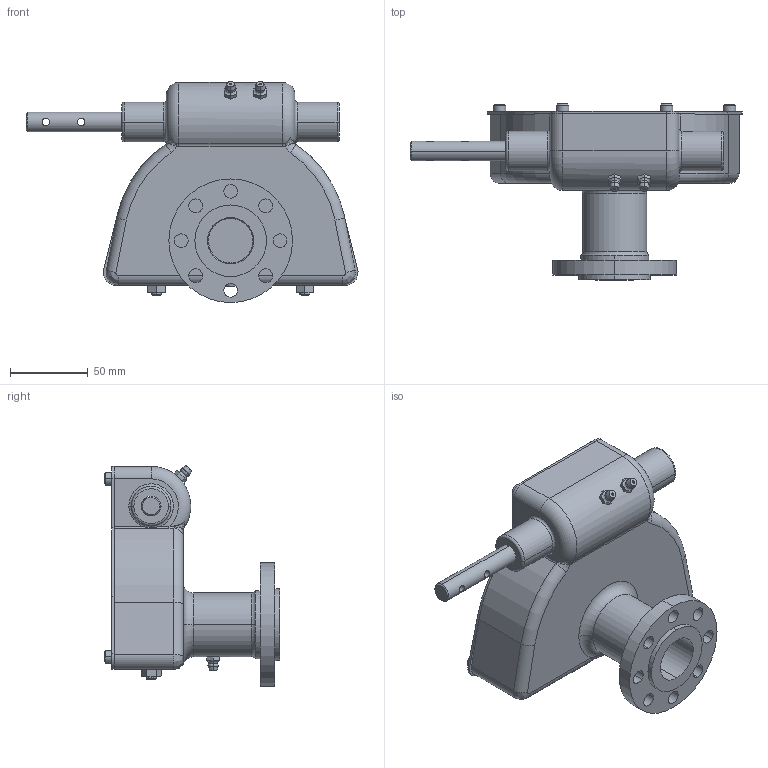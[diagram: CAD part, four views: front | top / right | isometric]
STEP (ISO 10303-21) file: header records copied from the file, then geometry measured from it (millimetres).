
FILE_DESCRIPTION((''),'2;1');
FILE_NAME('D20401_SW0001','2012-10-02T',('jhabe'),(''),'PRO/ENGINEER BY PARAMETRIC TECHNOLOGY CORPORATION, 2011310','PRO/ENGINEER BY PARAMETRIC TECHNOLOGY CORPORATION, 2011310','');
FILE_SCHEMA(('CONFIG_CONTROL_DESIGN'));
Length unit declared in the file: inch
Products named in the file (1): D20401_SW0001
Bounding box: 213.11 x 112.78 x 141.98 mm (x, y, z)
Surface area: 142637.9 mm2 (no closed solid volume)
Topology: 0 solids, 17 shells, 417 faces, 1118 edges, 730 vertices
Faces by surface type: plane 155, cylinder 139, cone 56, torus 34, bspline 25, sphere 8
Entity records: 15203 total; most frequent: CARTESIAN_POINT 4913, DIRECTION 2140, ORIENTED_EDGE 2048, EDGE_CURVE 1118, AXIS2_PLACEMENT_3D 839, VERTEX_POINT 730, EDGE_LOOP 482, VECTOR 462
